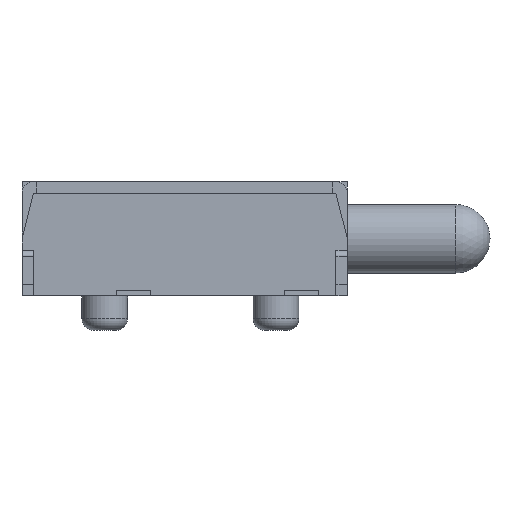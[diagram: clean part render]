
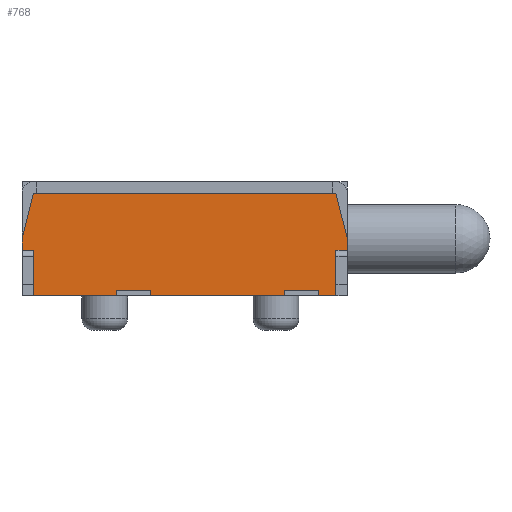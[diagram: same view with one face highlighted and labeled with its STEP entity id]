
A CAD part, front view. The second image highlights one B-rep face of the part: STEP entity #768.
In plain terms, the highlighted planar face has unit normal (0, -1, 0).
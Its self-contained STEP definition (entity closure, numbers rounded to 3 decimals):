
#768 = ADVANCED_FACE( '', ( #1527 ), #1528, .F. );
#1527 = FACE_OUTER_BOUND( '', #2386, .T. );
#1528 = PLANE( '', #2387 );
#2386 = EDGE_LOOP( '', ( #4988, #4989, #4990, #4991, #4992, #4993, #4994, #4995, #4996, #4997 ) );
#2387 = AXIS2_PLACEMENT_3D( '', #4998, #4999, #5000 );
#4988 = ORIENTED_EDGE( '', *, *, #6707, .F. );
#4989 = ORIENTED_EDGE( '', *, *, #6888, .T. );
#4990 = ORIENTED_EDGE( '', *, *, #7000, .F. );
#4991 = ORIENTED_EDGE( '', *, *, #7001, .T. );
#4992 = ORIENTED_EDGE( '', *, *, #6822, .T. );
#4993 = ORIENTED_EDGE( '', *, *, #7002, .F. );
#4994 = ORIENTED_EDGE( '', *, *, #7003, .F. );
#4995 = ORIENTED_EDGE( '', *, *, #6831, .T. );
#4996 = ORIENTED_EDGE( '', *, *, #7004, .F. );
#4997 = ORIENTED_EDGE( '', *, *, #6452, .T. );
#4998 = CARTESIAN_POINT( '', ( -2.85, -2., 1.8 ) );
#4999 = DIRECTION( '', ( 0., 1., 0. ) );
#5000 = DIRECTION( '', ( -1., 0., 0. ) );
#6452 = EDGE_CURVE( '', #7428, #7425, #7429, .T. );
#6707 = EDGE_CURVE( '', #7879, #7425, #7881, .T. );
#6822 = EDGE_CURVE( '', #8059, #8060, #8061, .T. );
#6831 = EDGE_CURVE( '', #8076, #8074, #8077, .T. );
#6888 = EDGE_CURVE( '', #7879, #8162, #8163, .T. );
#7000 = EDGE_CURVE( '', #8331, #8162, #8332, .T. );
#7001 = EDGE_CURVE( '', #8331, #8059, #8333, .T. );
#7002 = EDGE_CURVE( '', #8334, #8060, #8335, .T. );
#7003 = EDGE_CURVE( '', #8076, #8334, #8336, .T. );
#7004 = EDGE_CURVE( '', #7428, #8074, #8337, .T. );
#7425 = VERTEX_POINT( '', #8854 );
#7428 = VERTEX_POINT( '', #8858 );
#7429 = LINE( '', #8859, #8860 );
#7879 = VERTEX_POINT( '', #9501 );
#7881 = LINE( '', #9504, #9505 );
#8059 = VERTEX_POINT( '', #9758 );
#8060 = VERTEX_POINT( '', #9759 );
#8061 = LINE( '', #9760, #9761 );
#8074 = VERTEX_POINT( '', #9778 );
#8076 = VERTEX_POINT( '', #9781 );
#8077 = LINE( '', #9782, #9783 );
#8162 = VERTEX_POINT( '', #9903 );
#8163 = LINE( '', #9904, #9905 );
#8331 = VERTEX_POINT( '', #10147 );
#8332 = LINE( '', #10148, #10149 );
#8333 = LINE( '', #10150, #10151 );
#8334 = VERTEX_POINT( '', #10152 );
#8335 = LINE( '', #10153, #10154 );
#8336 = LINE( '', #10155, #10156 );
#8337 = LINE( '', #10157, #10158 );
#8854 = CARTESIAN_POINT( '', ( 2.85, -2., 0.8 ) );
#8858 = CARTESIAN_POINT( '', ( 2.65, -2., 0.8 ) );
#8859 = CARTESIAN_POINT( '', ( 2.65, -2., 0.8 ) );
#8860 = VECTOR( '', #10835, 1000. );
#9501 = CARTESIAN_POINT( '', ( 2.85, -2., 1. ) );
#9504 = CARTESIAN_POINT( '', ( 2.85, -2., 1.8 ) );
#9505 = VECTOR( '', #11053, 1000. );
#9758 = CARTESIAN_POINT( '', ( -2.85, -2., 1. ) );
#9759 = CARTESIAN_POINT( '', ( -2.85, -2., 0.8 ) );
#9760 = CARTESIAN_POINT( '', ( -2.85, -2., 1.8 ) );
#9761 = VECTOR( '', #11162, 1000. );
#9778 = CARTESIAN_POINT( '', ( 2.65, -2., 0. ) );
#9781 = CARTESIAN_POINT( '', ( -2.65, -2., 0. ) );
#9782 = CARTESIAN_POINT( '', ( -2.85, -2., 0. ) );
#9783 = VECTOR( '', #11174, 1000. );
#9903 = CARTESIAN_POINT( '', ( 2.65, -2., 1.8 ) );
#9904 = CARTESIAN_POINT( '', ( 2.65, -2., 1.8 ) );
#9905 = VECTOR( '', #11231, 1000. );
#10147 = CARTESIAN_POINT( '', ( -2.65, -2., 1.8 ) );
#10148 = CARTESIAN_POINT( '', ( -2.85, -2., 1.8 ) );
#10149 = VECTOR( '', #11327, 1000. );
#10150 = CARTESIAN_POINT( '', ( -2.65, -2., 1.8 ) );
#10151 = VECTOR( '', #11328, 1000. );
#10152 = CARTESIAN_POINT( '', ( -2.65, -2., 0.8 ) );
#10153 = CARTESIAN_POINT( '', ( -2.65, -2., 0.8 ) );
#10154 = VECTOR( '', #11329, 1000. );
#10155 = CARTESIAN_POINT( '', ( -2.65, -2., 1.8 ) );
#10156 = VECTOR( '', #11330, 1000. );
#10157 = CARTESIAN_POINT( '', ( 2.65, -2., 1.8 ) );
#10158 = VECTOR( '', #11331, 1000. );
#10835 = DIRECTION( '', ( 1., 0., 0. ) );
#11053 = DIRECTION( '', ( 0., 0., -1. ) );
#11162 = DIRECTION( '', ( 0., 0., -1. ) );
#11174 = DIRECTION( '', ( 1., 0., 0. ) );
#11231 = DIRECTION( '', ( -0.243, 0., 0.97 ) );
#11327 = DIRECTION( '', ( 1., 0., 0. ) );
#11328 = DIRECTION( '', ( -0.243, 0., -0.97 ) );
#11329 = DIRECTION( '', ( -1., 0., 0. ) );
#11330 = DIRECTION( '', ( 0., 0., 1. ) );
#11331 = DIRECTION( '', ( 0., 0., -1. ) );
